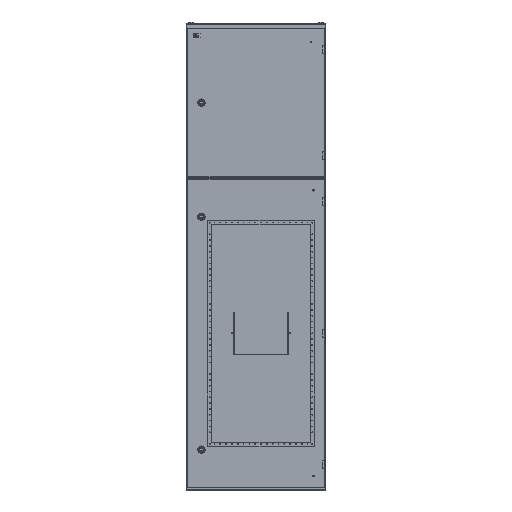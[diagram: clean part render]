
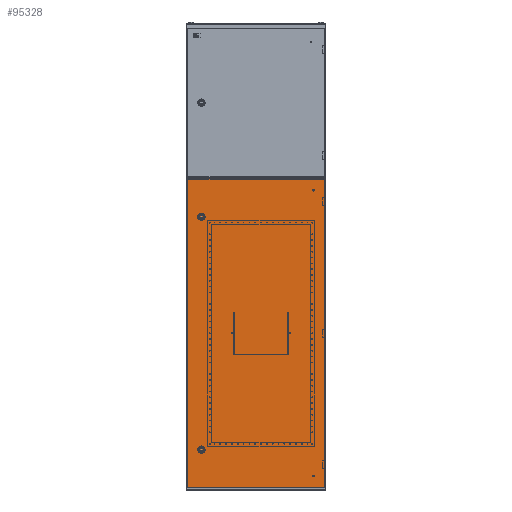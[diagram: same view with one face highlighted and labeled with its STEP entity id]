
A CAD part, top view. The second image highlights one B-rep face of the part: STEP entity #95328.
In plain terms, the highlighted planar face has unit normal (0, 0, 1).
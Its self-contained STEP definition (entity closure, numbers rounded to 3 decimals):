
#144 = LINE ( 'NONE', #9279, #89864 ) ;
#2083 = VERTEX_POINT ( 'NONE', #60872 ) ;
#4647 = CARTESIAN_POINT ( 'NONE',  ( 60., -500., 0. ) ) ;
#6608 = CARTESIAN_POINT ( 'NONE',  ( 0., 663.5, 0. ) ) ;
#8862 = LINE ( 'NONE', #13869, #46651 ) ;
#9279 = CARTESIAN_POINT ( 'NONE',  ( 0., 663.5, 0. ) ) ;
#10560 = CIRCLE ( 'NONE', #23418, 1.5 ) ;
#11070 = ORIENTED_EDGE ( 'NONE', *, *, #26681, .T. ) ;
#12559 = CARTESIAN_POINT ( 'NONE',  ( 61.5, 500., 0. ) ) ;
#13869 = CARTESIAN_POINT ( 'NONE',  ( 0., -663.5, 0. ) ) ;
#14110 = VERTEX_POINT ( 'NONE', #18551 ) ;
#14276 = CARTESIAN_POINT ( 'NONE',  ( 58.5, -500., 0. ) ) ;
#16153 = DIRECTION ( 'NONE',  ( -1., 0., 0. ) ) ;
#17771 = FACE_BOUND ( 'NONE', #28241, .T. ) ;
#18551 = CARTESIAN_POINT ( 'NONE',  ( 58.5, 500., 0. ) ) ;
#22608 = VERTEX_POINT ( 'NONE', #95628 ) ;
#23418 = AXIS2_PLACEMENT_3D ( 'NONE', #68045, #34587, #77495 ) ;
#25082 = CIRCLE ( 'NONE', #42495, 1.5 ) ;
#26461 = VERTEX_POINT ( 'NONE', #14276 ) ;
#26681 = EDGE_CURVE ( 'NONE', #2083, #42043, #101003, .T. ) ;
#26763 = DIRECTION ( 'NONE',  ( 0., -1., 0. ) ) ;
#28241 = EDGE_LOOP ( 'NONE', ( #30731, #89227 ) ) ;
#29317 = EDGE_LOOP ( 'NONE', ( #40542, #98768 ) ) ;
#30731 = ORIENTED_EDGE ( 'NONE', *, *, #38121, .F. ) ;
#33140 = DIRECTION ( 'NONE',  ( -1., 0., 0. ) ) ;
#34587 = DIRECTION ( 'NONE',  ( 0., 0., 1. ) ) ;
#35166 = DIRECTION ( 'NONE',  ( 1., 0., 0. ) ) ;
#37847 = CARTESIAN_POINT ( 'NONE',  ( 0., -663.5, 0. ) ) ;
#38121 = EDGE_CURVE ( 'NONE', #107594, #14110, #51432, .T. ) ;
#40530 = DIRECTION ( 'NONE',  ( 0., 0., 1. ) ) ;
#40542 = ORIENTED_EDGE ( 'NONE', *, *, #78004, .F. ) ;
#40866 = FACE_BOUND ( 'NONE', #29317, .T. ) ;
#42043 = VERTEX_POINT ( 'NONE', #84946 ) ;
#42495 = AXIS2_PLACEMENT_3D ( 'NONE', #95484, #52280, #35166 ) ;
#43045 = AXIS2_PLACEMENT_3D ( 'NONE', #104958, #52642, #95104 ) ;
#46651 = VECTOR ( 'NONE', #57551, 1000. ) ;
#50239 = EDGE_CURVE ( 'NONE', #26461, #22608, #54993, .T. ) ;
#51432 = CIRCLE ( 'NONE', #75475, 1.5 ) ;
#51902 = VERTEX_POINT ( 'NONE', #76556 ) ;
#52280 = DIRECTION ( 'NONE',  ( 0., 0., 1. ) ) ;
#52642 = DIRECTION ( 'NONE',  ( 0., 0., 1. ) ) ;
#54993 = CIRCLE ( 'NONE', #111122, 1.5 ) ;
#56926 = ORIENTED_EDGE ( 'NONE', *, *, #105092, .T. ) ;
#57551 = DIRECTION ( 'NONE',  ( 1., 0., 0. ) ) ;
#58592 = DIRECTION ( 'NONE',  ( 0., 0., 1. ) ) ;
#60872 = CARTESIAN_POINT ( 'NONE',  ( 590.5, 663.5, 0. ) ) ;
#63034 = VECTOR ( 'NONE', #16153, 1000. ) ;
#67031 = LINE ( 'NONE', #68705, #110427 ) ;
#68045 = CARTESIAN_POINT ( 'NONE',  ( 60., -500., 0. ) ) ;
#68705 = CARTESIAN_POINT ( 'NONE',  ( 590.5, 663.5, 0. ) ) ;
#70299 = VERTEX_POINT ( 'NONE', #37847 ) ;
#73221 = EDGE_CURVE ( 'NONE', #14110, #107594, #25082, .T. ) ;
#75442 = DIRECTION ( 'NONE',  ( 1., 0., 0. ) ) ;
#75475 = AXIS2_PLACEMENT_3D ( 'NONE', #98998, #40530, #75442 ) ;
#76556 = CARTESIAN_POINT ( 'NONE',  ( 590.5, -663.5, 0. ) ) ;
#77495 = DIRECTION ( 'NONE',  ( -1., 0., 0. ) ) ;
#78004 = EDGE_CURVE ( 'NONE', #22608, #26461, #10560, .T. ) ;
#81641 = FACE_OUTER_BOUND ( 'NONE', #109941, .T. ) ;
#84946 = CARTESIAN_POINT ( 'NONE',  ( 0., 663.5, 0. ) ) ;
#86005 = PLANE ( 'NONE',  #43045 ) ;
#88663 = ORIENTED_EDGE ( 'NONE', *, *, #104346, .T. ) ;
#89227 = ORIENTED_EDGE ( 'NONE', *, *, #73221, .F. ) ;
#89864 = VECTOR ( 'NONE', #26763, 1000. ) ;
#90388 = EDGE_CURVE ( 'NONE', #70299, #51902, #8862, .T. ) ;
#95104 = DIRECTION ( 'NONE',  ( 1., 0., 0. ) ) ;
#95328 = ADVANCED_FACE ( 'NONE', ( #40866, #17771, #81641 ), #86005, .T. ) ;
#95484 = CARTESIAN_POINT ( 'NONE',  ( 60., 500., 0. ) ) ;
#95628 = CARTESIAN_POINT ( 'NONE',  ( 61.5, -500., 0. ) ) ;
#98768 = ORIENTED_EDGE ( 'NONE', *, *, #50239, .F. ) ;
#98998 = CARTESIAN_POINT ( 'NONE',  ( 60., 500., 0. ) ) ;
#101003 = LINE ( 'NONE', #6608, #63034 ) ;
#104325 = DIRECTION ( 'NONE',  ( 0., 1., 0. ) ) ;
#104346 = EDGE_CURVE ( 'NONE', #51902, #2083, #67031, .T. ) ;
#104958 = CARTESIAN_POINT ( 'NONE',  ( 0., 0., 0. ) ) ;
#105092 = EDGE_CURVE ( 'NONE', #42043, #70299, #144, .T. ) ;
#106273 = ORIENTED_EDGE ( 'NONE', *, *, #90388, .T. ) ;
#107594 = VERTEX_POINT ( 'NONE', #12559 ) ;
#109941 = EDGE_LOOP ( 'NONE', ( #56926, #106273, #88663, #11070 ) ) ;
#110427 = VECTOR ( 'NONE', #104325, 1000. ) ;
#111122 = AXIS2_PLACEMENT_3D ( 'NONE', #4647, #58592, #33140 ) ;
